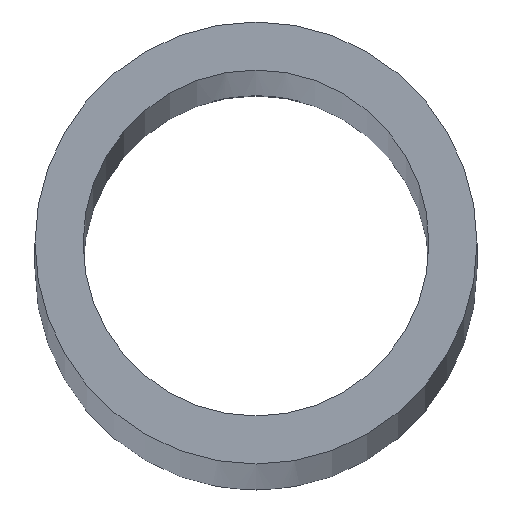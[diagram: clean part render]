
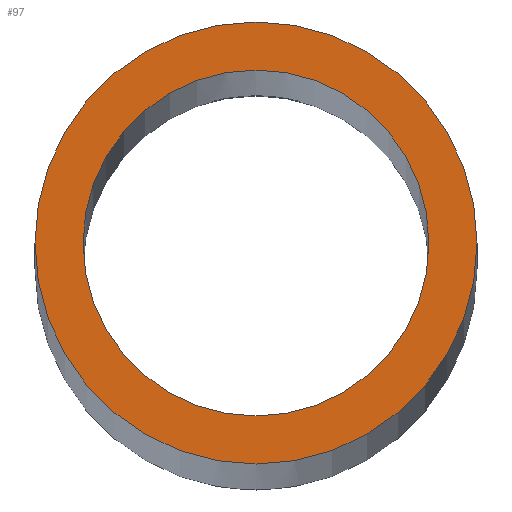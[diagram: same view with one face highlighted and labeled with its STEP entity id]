
A CAD part, top view. The second image highlights one B-rep face of the part: STEP entity #97.
In plain terms, the highlighted planar face has unit normal (0, 0, 1).
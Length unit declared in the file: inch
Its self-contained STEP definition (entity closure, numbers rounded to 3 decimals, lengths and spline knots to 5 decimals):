
#15=PLANE('',#127);
#25=FACE_BOUND('',#50,.T.);
#35=FACE_OUTER_BOUND('',#49,.T.);
#49=EDGE_LOOP('',(#85));
#50=EDGE_LOOP('',(#86));
#54=CIRCLE('',#121,0.6575);
#55=CIRCLE('',#125,0.5145);
#59=VERTEX_POINT('',#190);
#63=VERTEX_POINT('',#300);
#67=EDGE_CURVE('',#59,#59,#54,.T.);
#71=EDGE_CURVE('',#63,#63,#55,.T.);
#85=ORIENTED_EDGE('',*,*,#67,.F.);
#86=ORIENTED_EDGE('',*,*,#71,.T.);
#97=ADVANCED_FACE('',(#35,#25),#15,.T.);
#121=AXIS2_PLACEMENT_3D('',#191,#135,#136);
#125=AXIS2_PLACEMENT_3D('',#301,#143,#144);
#127=AXIS2_PLACEMENT_3D('',#304,#147,#148);
#135=DIRECTION('center_axis',(0.,0.,
-1.));
#136=DIRECTION('ref_axis',(0.,-1.,0.));
#143=DIRECTION('center_axis',(0.,0.,
-1.));
#144=DIRECTION('ref_axis',(0.,1.,0.));
#147=DIRECTION('center_axis',(0.,0.,
1.));
#148=DIRECTION('ref_axis',(0.,-1.,0.));
#190=CARTESIAN_POINT('',(-23.125,-0.6575,46.));
#191=CARTESIAN_POINT('Origin',(-23.125,0.,46.));
#300=CARTESIAN_POINT('',(-23.125,0.5145,46.));
#301=CARTESIAN_POINT('Origin',(-23.125,0.,46.));
#304=CARTESIAN_POINT('Origin',(-23.125,6.125,46.));
